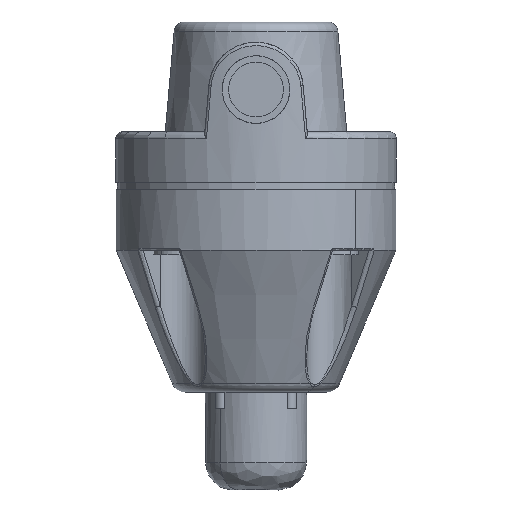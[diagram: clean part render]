
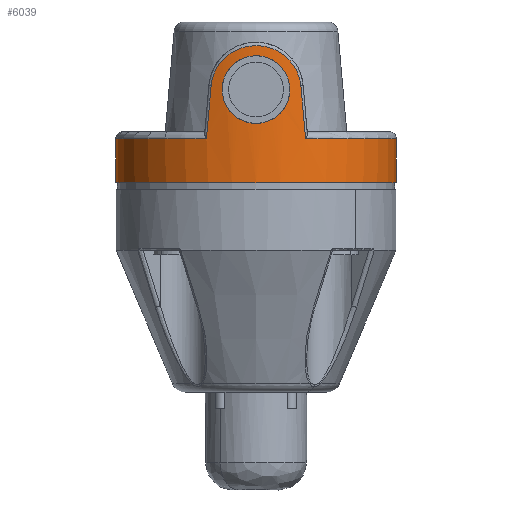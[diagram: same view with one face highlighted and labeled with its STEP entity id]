
A CAD part, front view. The second image highlights one B-rep face of the part: STEP entity #6039.
In plain terms, the highlighted cylindrical face has radius 41.5 mm (diameter 83 mm), a partial arc.
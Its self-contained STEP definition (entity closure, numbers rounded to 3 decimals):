
#829=CARTESIAN_POINT('',(0.,0.,0.));
#830=DIRECTION('',(0.,0.,1.));
#831=DIRECTION('',(-1.,0.,0.));
#832=AXIS2_PLACEMENT_3D('',#829,#830,#831);
#849=CARTESIAN_POINT('',(13.27,-39.321,28.633));
#850=CARTESIAN_POINT('',(13.427,-39.268,26.883));
#851=CARTESIAN_POINT('',(13.74,-39.16,23.391));
#852=CARTESIAN_POINT('',(14.207,-38.993,18.18));
#853=CARTESIAN_POINT('',(14.517,-38.878,14.724));
#854=CARTESIAN_POINT('',(14.672,-38.82,13.));
#856=CARTESIAN_POINT('',(-14.672,-38.82,13.));
#857=CARTESIAN_POINT('',(-14.517,-38.878,14.724));
#858=CARTESIAN_POINT('',(-14.207,-38.993,18.18));
#859=CARTESIAN_POINT('',(-13.74,-39.16,23.391));
#860=CARTESIAN_POINT('',(-13.427,-39.268,26.883));
#861=CARTESIAN_POINT('',(-13.27,-39.321,28.633));
#863=CARTESIAN_POINT('',(-13.27,-39.321,28.633));
#864=CARTESIAN_POINT('',(-13.2,-39.345,29.488));
#865=CARTESIAN_POINT('',(-12.868,-39.457,31.181));
#866=CARTESIAN_POINT('',(-11.792,-39.798,33.768));
#867=CARTESIAN_POINT('',(-10.127,-40.26,36.092));
#868=CARTESIAN_POINT('',(-8.093,-40.725,37.947));
#869=CARTESIAN_POINT('',(-5.6,-41.149,39.407));
#870=CARTESIAN_POINT('',(-2.89,-41.431,40.289));
#871=CARTESIAN_POINT('',(-0.062,-41.532,
40.596));
#872=CARTESIAN_POINT('',(2.748,-41.439,40.316));
#873=CARTESIAN_POINT('',(5.411,-41.174,39.485));
#874=CARTESIAN_POINT('',(7.908,-40.762,38.082));
#875=CARTESIAN_POINT('',(10.003,-40.293,36.236));
#876=CARTESIAN_POINT('',(11.746,-39.813,33.865));
#877=CARTESIAN_POINT('',(12.867,-39.458,31.194));
#878=CARTESIAN_POINT('',(13.203,-39.344,29.489));
#879=CARTESIAN_POINT('',(13.27,-39.321,28.633));
#935=CARTESIAN_POINT('',(0.,0.,13.));
#936=DIRECTION('',(0.,0.,-1.));
#937=DIRECTION('',(-0.354,-0.935,0.));
#938=AXIS2_PLACEMENT_3D('',#935,#936,#937);
#952=DIRECTION('',(0.,0.,-1.));
#953=VECTOR('',#952,13.);
#954=CARTESIAN_POINT('',(-41.5,0.,13.));
#955=LINE('',#954,#953);
#956=DIRECTION('',(0.,0.,1.));
#957=VECTOR('',#956,13.);
#958=CARTESIAN_POINT('',(41.5,0.,0.));
#959=LINE('',#958,#957);
#1032=CARTESIAN_POINT('',(0.,0.,13.));
#1033=DIRECTION('',(0.,0.,-1.));
#1034=DIRECTION('',(1.,0.,0.));
#1035=AXIS2_PLACEMENT_3D('',#1032,#1033,#1034);
#1037=CARTESIAN_POINT('',(0.,0.,13.));
#1038=DIRECTION('',(0.,0.,-1.));
#1039=DIRECTION('',(1.,-0.003,0.));
#1040=AXIS2_PLACEMENT_3D('',#1037,#1038,#1039);
#2665=CARTESIAN_POINT('',(-10.,-40.277,27.5));
#2666=CARTESIAN_POINT('',(-10.,-40.277,28.227));
#2667=CARTESIAN_POINT('',(-9.842,-40.317,
29.703));
#2668=CARTESIAN_POINT('',(-9.084,-40.498,
31.896));
#2669=CARTESIAN_POINT('',(-7.829,-40.763,
33.852));
#2670=CARTESIAN_POINT('',(-6.289,-41.034,
35.381));
#2671=CARTESIAN_POINT('',(-4.329,-41.291,
36.609));
#2672=CARTESIAN_POINT('',(-2.241,-41.459,
37.33));
#2673=CARTESIAN_POINT('',(0.023,-41.521,
37.587));
#2674=CARTESIAN_POINT('',(2.256,-41.457,37.324));
#2675=CARTESIAN_POINT('',(4.335,-41.29,36.607));
#2676=CARTESIAN_POINT('',(6.298,-41.032,35.374));
#2677=CARTESIAN_POINT('',(7.831,-40.763,33.848));
#2678=CARTESIAN_POINT('',(9.082,-40.498,31.899));
#2679=CARTESIAN_POINT('',(9.842,-40.317,29.702));
#2680=CARTESIAN_POINT('',(10.,-40.277,28.227));
#2681=CARTESIAN_POINT('',(10.,-40.277,27.5));
#2691=CARTESIAN_POINT('',(10.,-40.277,27.5));
#2692=CARTESIAN_POINT('',(10.,-40.277,26.773));
#2693=CARTESIAN_POINT('',(9.842,-40.317,25.297));
#2694=CARTESIAN_POINT('',(9.084,-40.498,23.104));
#2695=CARTESIAN_POINT('',(7.829,-40.763,21.148));
#2696=CARTESIAN_POINT('',(6.289,-41.034,19.619));
#2697=CARTESIAN_POINT('',(4.329,-41.291,18.391));
#2698=CARTESIAN_POINT('',(2.241,-41.459,17.67));
#2699=CARTESIAN_POINT('',(-0.023,-41.521,
17.413));
#2700=CARTESIAN_POINT('',(-2.256,-41.457,
17.676));
#2701=CARTESIAN_POINT('',(-4.335,-41.29,
18.393));
#2702=CARTESIAN_POINT('',(-6.298,-41.032,
19.626));
#2703=CARTESIAN_POINT('',(-7.831,-40.763,
21.152));
#2704=CARTESIAN_POINT('',(-9.082,-40.498,
23.101));
#2705=CARTESIAN_POINT('',(-9.842,-40.317,
25.298));
#2706=CARTESIAN_POINT('',(-10.,-40.277,26.773));
#2707=CARTESIAN_POINT('',(-10.,-40.277,27.5));
#3408=CARTESIAN_POINT('',(-41.5,0.,0.));
#3409=CARTESIAN_POINT('',(41.5,0.,0.));
#3410=VERTEX_POINT('',#3408);
#3411=VERTEX_POINT('',#3409);
#3412=VERTEX_POINT('',#849);
#3413=VERTEX_POINT('',#854);
#3414=VERTEX_POINT('',#856);
#3415=VERTEX_POINT('',#861);
#3426=CARTESIAN_POINT('',(-41.5,0.,13.));
#3427=VERTEX_POINT('',#3426);
#3431=CARTESIAN_POINT('',(41.5,0.,13.));
#3432=VERTEX_POINT('',#3431);
#3445=CARTESIAN_POINT('',(41.5,-0.109,13.));
#3446=VERTEX_POINT('',#3445);
#3783=VERTEX_POINT('',#2665);
#3784=VERTEX_POINT('',#2681);
#6009=CARTESIAN_POINT('',(0.,0.,40.516));
#6010=DIRECTION('',(0.,0.,-1.));
#6011=DIRECTION('',(1.,0.,0.));
#6012=AXIS2_PLACEMENT_3D('',#6009,#6010,#6011);
#6013=CYLINDRICAL_SURFACE('',#6012,41.5);
#6015=ORIENTED_EDGE('',*,*,#6014,.T.);
#6017=ORIENTED_EDGE('',*,*,#6016,.F.);
#6019=ORIENTED_EDGE('',*,*,#6018,.F.);
#6021=ORIENTED_EDGE('',*,*,#6020,.F.);
#6022=ORIENTED_EDGE('',*,*,#5991,.F.);
#6024=ORIENTED_EDGE('',*,*,#6023,.F.);
#6026=ORIENTED_EDGE('',*,*,#6025,.F.);
#6028=ORIENTED_EDGE('',*,*,#6027,.T.);
#6030=ORIENTED_EDGE('',*,*,#6029,.T.);
#6031=EDGE_LOOP('',(#6015,#6017,#6019,#6021,#6022,#6024,#6026,#6028,#6030));
#6032=FACE_OUTER_BOUND('',#6031,.F.);
#6034=ORIENTED_EDGE('',*,*,#6033,.F.);
#6036=ORIENTED_EDGE('',*,*,#6035,.F.);
#6037=EDGE_LOOP('',(#6034,#6036));
#6038=FACE_BOUND('',#6037,.F.);
#833=CIRCLE('',#832,41.5);
#855=B_SPLINE_CURVE_WITH_KNOTS('',3,(#849,#850,#851,#852,#853,#854),
.UNSPECIFIED.,.F.,.F.,(4,1,1,4),(0.,0.333,0.667,1.),
.UNSPECIFIED.);
#862=B_SPLINE_CURVE_WITH_KNOTS('',3,(#856,#857,#858,#859,#860,#861),
.UNSPECIFIED.,.F.,.F.,(4,1,1,4),(0.,0.333,0.667,1.),
.UNSPECIFIED.);
#880=B_SPLINE_CURVE_WITH_KNOTS('',3,(#863,#864,#865,#866,#867,#868,#869,#870,
#871,#872,#873,#874,#875,#876,#877,#878,#879),.UNSPECIFIED.,.F.,.F.,(4,1,1,1,1,
1,1,1,1,1,1,1,1,1,4),(0.,0.071,0.143,
0.214,0.286,0.357,0.429,0.5,
0.571,0.643,0.714,0.786,
0.857,0.929,1.),.UNSPECIFIED.);
#939=CIRCLE('',#938,41.5);
#1036=CIRCLE('',#1035,41.5);
#1041=CIRCLE('',#1040,41.5);
#2682=B_SPLINE_CURVE_WITH_KNOTS('',3,(#2665,#2666,#2667,#2668,#2669,#2670,#2671,
#2672,#2673,#2674,#2675,#2676,#2677,#2678,#2679,#2680,#2681),.UNSPECIFIED.,.F.,
.F.,(4,1,1,1,1,1,1,1,1,1,1,1,1,1,4),(0.,0.071,0.143,
0.214,0.286,0.357,0.429,0.5,
0.571,0.643,0.714,0.786,
0.857,0.929,1.),.UNSPECIFIED.);
#2708=B_SPLINE_CURVE_WITH_KNOTS('',3,(#2691,#2692,#2693,#2694,#2695,#2696,#2697,
#2698,#2699,#2700,#2701,#2702,#2703,#2704,#2705,#2706,#2707),.UNSPECIFIED.,.F.,
.F.,(4,1,1,1,1,1,1,1,1,1,1,1,1,1,4),(0.,0.071,0.143,
0.214,0.286,0.357,0.429,0.5,
0.571,0.643,0.714,0.786,
0.857,0.929,1.),.UNSPECIFIED.);
#5991=EDGE_CURVE('',#3410,#3411,#833,.T.);
#6014=EDGE_CURVE('',#3412,#3413,#855,.T.);
#6016=EDGE_CURVE('',#3446,#3413,#1041,.T.);
#6018=EDGE_CURVE('',#3432,#3446,#1036,.T.);
#6020=EDGE_CURVE('',#3411,#3432,#959,.T.);
#6023=EDGE_CURVE('',#3427,#3410,#955,.T.);
#6025=EDGE_CURVE('',#3414,#3427,#939,.T.);
#6027=EDGE_CURVE('',#3414,#3415,#862,.T.);
#6029=EDGE_CURVE('',#3415,#3412,#880,.T.);
#6033=EDGE_CURVE('',#3783,#3784,#2682,.T.);
#6035=EDGE_CURVE('',#3784,#3783,#2708,.T.);
#6039=ADVANCED_FACE('',(#6032,#6038),#6013,.T.);
